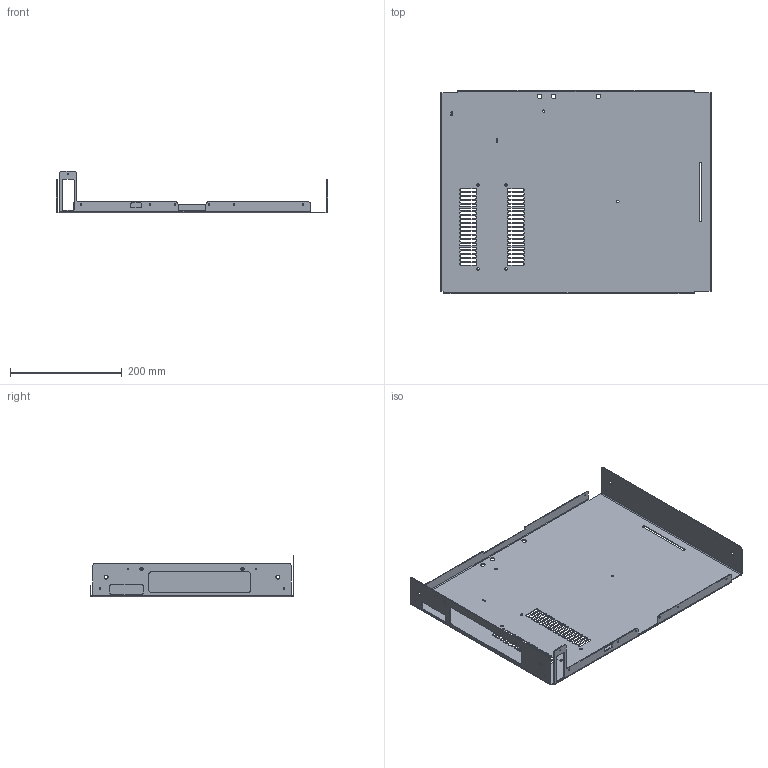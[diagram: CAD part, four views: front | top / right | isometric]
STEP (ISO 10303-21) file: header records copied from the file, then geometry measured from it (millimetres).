
FILE_DESCRIPTION(/* description */ ('PLACA BASE'),/* implementation_level */ '2;1');
FILE_NAME(/* name */ 'C04H030045-Metal-sheet-base.stp',/* time_stamp */ '2014-12-22T15:00:37+01:00',/* author */ ('MARCHA TECHNOLOGY'),/* organization */ ('MARCHA TECHNOLOGY'),/* preprocessor_version */ 'ST-DEVELOPER v15.6',/* originating_system */ 'Autodesk Inventor 2015',/* authorisation */ '');
FILE_SCHEMA (('CONFIG_CONTROL_DESIGN'));
Length unit declared in the file: millimetre
Products named in the file (1): C04H030045-Metal-sheet-base
Bounding box: 485 x 364 x 75 mm (x, y, z)
Volume: 324750.4 mm3; surface area: 442303.1 mm2
Topology: 1 solids, 1 shells, 292 faces, 896 edges, 606 vertices
Faces by surface type: cylinder 160, plane 130, cone 2
Full cylindrical faces by diameter (mm): 2.459 x21, 3.4 x2, 4.134 x2, 4.5 x4, 7 x4, 8.3 x3
Entity records: 10056 total; most frequent: DIRECTION 1738, CARTESIAN_POINT 1701, ORIENTED_EDGE 1660, EDGE_CURVE 830, AXIS2_PLACEMENT_3D 615, VERTEX_POINT 578, LINE 508, VECTOR 508
